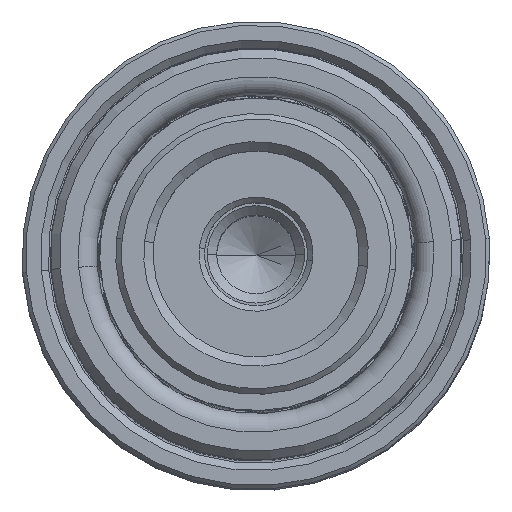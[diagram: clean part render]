
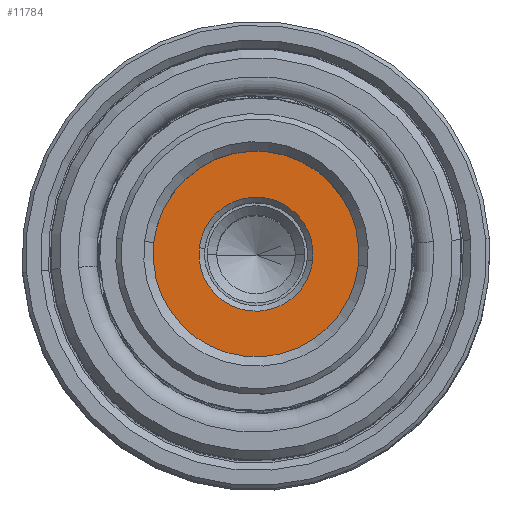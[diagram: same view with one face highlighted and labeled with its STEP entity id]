
A CAD part, top view. The second image highlights one B-rep face of the part: STEP entity #11784.
In plain terms, the highlighted face is planar.
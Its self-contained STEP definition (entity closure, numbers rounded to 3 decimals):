
#261 = AXIS2_PLACEMENT_3D ( 'NONE', #6794, #23576, #9216 ) ;
#464 = ORIENTED_EDGE ( 'NONE', *, *, #15430, .T. ) ;
#2042 = ORIENTED_EDGE ( 'NONE', *, *, #29615, .T. ) ;
#2547 = CARTESIAN_POINT ( 'NONE',  ( 0., 0., 6.5 ) ) ;
#3904 = CARTESIAN_POINT ( 'NONE',  ( -3.05, 0., 6.5 ) ) ;
#3942 = ORIENTED_EDGE ( 'NONE', *, *, #26479, .T. ) ;
#3992 = CARTESIAN_POINT ( 'NONE',  ( -5.5, 0., 6.5 ) ) ;
#4967 = DIRECTION ( 'NONE',  ( 1., 0., 0. ) ) ;
#5927 = EDGE_LOOP ( 'NONE', ( #7990, #464 ) ) ;
#6794 = CARTESIAN_POINT ( 'NONE',  ( 0., 0., 6.5 ) ) ;
#7372 = AXIS2_PLACEMENT_3D ( 'NONE', #2547, #19383, #4967 ) ;
#7990 = ORIENTED_EDGE ( 'NONE', *, *, #19995, .T. ) ;
#9216 = DIRECTION ( 'NONE',  ( 1., 0., 0. ) ) ;
#11210 = CARTESIAN_POINT ( 'NONE',  ( 0., 0., 6.5 ) ) ;
#11661 = PLANE ( 'NONE',  #22966 ) ;
#11784 = ADVANCED_FACE ( 'NONE', ( #19141, #13316 ), #11661, .F. ) ;
#13300 = DIRECTION ( 'NONE',  ( 0., 0., -1. ) ) ;
#13316 = FACE_OUTER_BOUND ( 'NONE', #14162, .T. ) ;
#13633 = DIRECTION ( 'NONE',  ( -1., 0., 0. ) ) ;
#13678 = VERTEX_POINT ( 'NONE', #3904 ) ;
#14162 = EDGE_LOOP ( 'NONE', ( #3942, #2042 ) ) ;
#14332 = CIRCLE ( 'NONE', #23011, 5.5 ) ;
#15430 = EDGE_CURVE ( 'NONE', #24742, #13678, #23131, .T. ) ;
#15936 = CIRCLE ( 'NONE', #7372, 3.05 ) ;
#16235 = AXIS2_PLACEMENT_3D ( 'NONE', #27689, #13300, #30047 ) ;
#19025 = CARTESIAN_POINT ( 'NONE',  ( 5.5, 0., 6.5 ) ) ;
#19141 = FACE_BOUND ( 'NONE', #5927, .T. ) ;
#19383 = DIRECTION ( 'NONE',  ( 0., 0., 1. ) ) ;
#19995 = EDGE_CURVE ( 'NONE', #13678, #24742, #15936, .T. ) ;
#21076 = VERTEX_POINT ( 'NONE', #19025 ) ;
#22005 = VERTEX_POINT ( 'NONE', #3992 ) ;
#22966 = AXIS2_PLACEMENT_3D ( 'NONE', #24030, #23613, #23528 ) ;
#23011 = AXIS2_PLACEMENT_3D ( 'NONE', #11210, #28012, #13633 ) ;
#23131 = CIRCLE ( 'NONE', #261, 3.05 ) ;
#23528 = DIRECTION ( 'NONE',  ( 1., 0., 0. ) ) ;
#23576 = DIRECTION ( 'NONE',  ( 0., 0., 1. ) ) ;
#23613 = DIRECTION ( 'NONE',  ( 0., 0., 1. ) ) ;
#24030 = CARTESIAN_POINT ( 'NONE',  ( 2.75, 0., 6.5 ) ) ;
#24742 = VERTEX_POINT ( 'NONE', #26781 ) ;
#25525 = CIRCLE ( 'NONE', #16235, 5.5 ) ;
#26479 = EDGE_CURVE ( 'NONE', #22005, #21076, #14332, .T. ) ;
#26781 = CARTESIAN_POINT ( 'NONE',  ( 3.05, 0., 6.5 ) ) ;
#27689 = CARTESIAN_POINT ( 'NONE',  ( 0., 0., 6.5 ) ) ;
#28012 = DIRECTION ( 'NONE',  ( 0., 0., -1. ) ) ;
#29615 = EDGE_CURVE ( 'NONE', #21076, #22005, #25525, .T. ) ;
#30047 = DIRECTION ( 'NONE',  ( -1., 0., 0. ) ) ;
